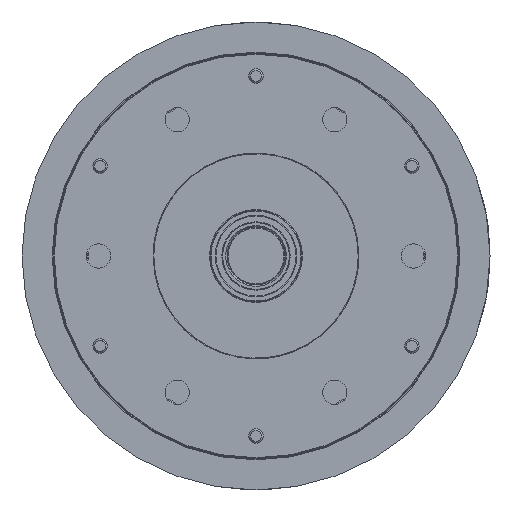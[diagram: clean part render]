
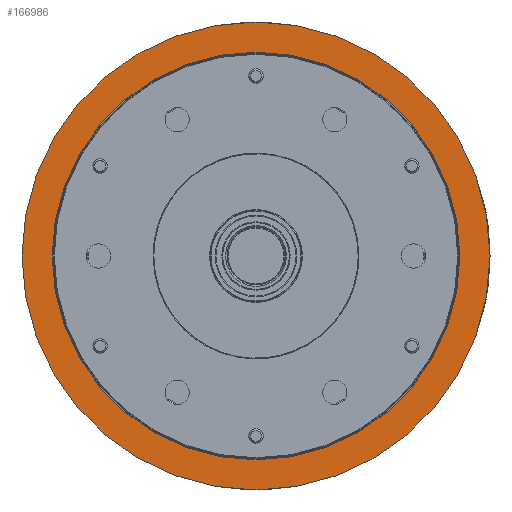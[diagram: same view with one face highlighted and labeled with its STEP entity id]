
A CAD part, left-side view. The second image highlights one B-rep face of the part: STEP entity #166986.
In plain terms, the highlighted planar face has unit normal (-1, 0, 0).
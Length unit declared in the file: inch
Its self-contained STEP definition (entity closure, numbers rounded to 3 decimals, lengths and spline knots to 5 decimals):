
#3117 = VERTEX_POINT ( 'NONE', #26068 ) ;
#3677 = DIRECTION ( 'NONE',  ( 1., 0., 0. ) ) ;
#4346 = CARTESIAN_POINT ( 'NONE',  ( -1.52962, 9.18912, 5.10015 ) ) ;
#5988 = AXIS2_PLACEMENT_3D ( 'NONE', #4346, #188652, #81125 ) ;
#6826 = ORIENTED_EDGE ( 'NONE', *, *, #110097, .F. ) ;
#7568 = CARTESIAN_POINT ( 'NONE',  ( -1.52962, 9.18912, -0.01796 ) ) ;
#11881 = CIRCLE ( 'NONE', #169254, 4.45866 ) ;
#12255 = CARTESIAN_POINT ( 'NONE',  ( -1.52962, 9.18912, 5.10015 ) ) ;
#13781 = VERTEX_POINT ( 'NONE', #7568 ) ;
#20501 = AXIS2_PLACEMENT_3D ( 'NONE', #32131, #3677, #76576 ) ;
#20848 = CARTESIAN_POINT ( 'NONE',  ( -1.52962, 9.18912, 5.10015 ) ) ;
#21732 = DIRECTION ( 'NONE',  ( 0., 0., -1. ) ) ;
#23341 = ORIENTED_EDGE ( 'NONE', *, *, #125394, .F. ) ;
#26068 = CARTESIAN_POINT ( 'NONE',  ( -1.52962, 9.18912, 9.55881 ) ) ;
#32131 = CARTESIAN_POINT ( 'NONE',  ( -1.52962, 9.18912, 5.10015 ) ) ;
#35748 = EDGE_LOOP ( 'NONE', ( #50099, #88890 ) ) ;
#49370 = CARTESIAN_POINT ( 'NONE',  ( -1.52962, 14.30724, 5.10015 ) ) ;
#50099 = ORIENTED_EDGE ( 'NONE', *, *, #166041, .F. ) ;
#56797 = AXIS2_PLACEMENT_3D ( 'NONE', #49370, #64137, #21732 ) ;
#64137 = DIRECTION ( 'NONE',  ( 1., 0., 0. ) ) ;
#66151 = DIRECTION ( 'NONE',  ( 0., 0., 1. ) ) ;
#76576 = DIRECTION ( 'NONE',  ( 0., 0., 1. ) ) ;
#78121 = DIRECTION ( 'NONE',  ( -1., 0., 0. ) ) ;
#81125 = DIRECTION ( 'NONE',  ( 0., 0., 1. ) ) ;
#84593 = CIRCLE ( 'NONE', #5988, 5.11811 ) ;
#87146 = DIRECTION ( 'NONE',  ( -1., 0., 0. ) ) ;
#88890 = ORIENTED_EDGE ( 'NONE', *, *, #172969, .F. ) ;
#92532 = VERTEX_POINT ( 'NONE', #164214 ) ;
#105541 = FACE_BOUND ( 'NONE', #140465, .T. ) ;
#108465 = PLANE ( 'NONE',  #56797 ) ;
#110097 = EDGE_CURVE ( 'NONE', #128799, #3117, #128851, .T. ) ;
#115343 = CIRCLE ( 'NONE', #20501, 5.11811 ) ;
#119415 = FACE_OUTER_BOUND ( 'NONE', #35748, .T. ) ;
#125394 = EDGE_CURVE ( 'NONE', #3117, #128799, #11881, .T. ) ;
#128799 = VERTEX_POINT ( 'NONE', #143349 ) ;
#128851 = CIRCLE ( 'NONE', #169676, 4.45866 ) ;
#140465 = EDGE_LOOP ( 'NONE', ( #23341, #6826 ) ) ;
#143349 = CARTESIAN_POINT ( 'NONE',  ( -1.52962, 9.18912, 0.64149 ) ) ;
#164054 = DIRECTION ( 'NONE',  ( 0., 0., 1. ) ) ;
#164214 = CARTESIAN_POINT ( 'NONE',  ( -1.52962, 9.18912, 10.21826 ) ) ;
#166041 = EDGE_CURVE ( 'NONE', #92532, #13781, #84593, .T. ) ;
#166986 = ADVANCED_FACE ( 'NONE', ( #119415, #105541 ), #108465, .F. ) ;
#169254 = AXIS2_PLACEMENT_3D ( 'NONE', #12255, #87146, #164054 ) ;
#169676 = AXIS2_PLACEMENT_3D ( 'NONE', #20848, #78121, #66151 ) ;
#172969 = EDGE_CURVE ( 'NONE', #13781, #92532, #115343, .T. ) ;
#188652 = DIRECTION ( 'NONE',  ( 1., 0., 0. ) ) ;
